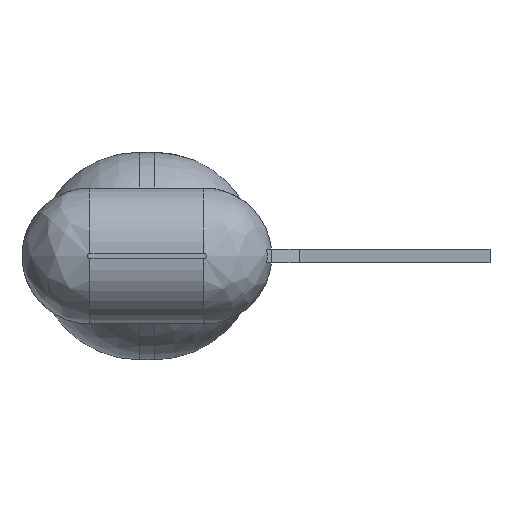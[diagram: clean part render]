
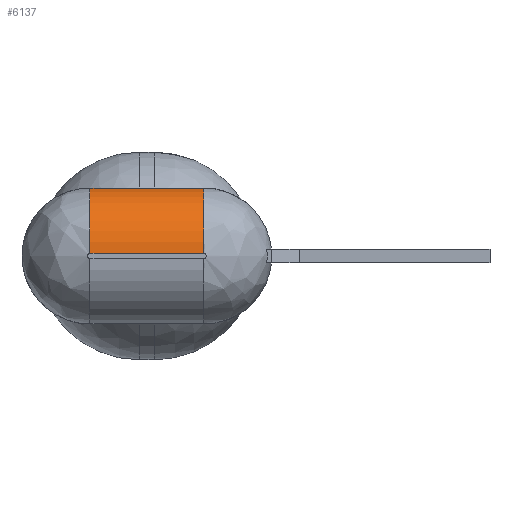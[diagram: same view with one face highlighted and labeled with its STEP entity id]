
A CAD part, front view. The second image highlights one B-rep face of the part: STEP entity #6137.
In plain terms, the highlighted cylindrical face has radius 1.2 mm (diameter 2.4 mm), a partial arc.
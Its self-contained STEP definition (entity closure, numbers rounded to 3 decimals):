
#1643=DIRECTION('',(-1.,0.,0.));
#1644=VECTOR('',#1643,2.088);
#1645=CARTESIAN_POINT('',(-1.246,-1.8,1.246));
#1646=LINE('',#1645,#1644);
#2203=CARTESIAN_POINT('',(-1.246,-1.8,0.046));
#2204=DIRECTION('',(-1.,0.,0.));
#2205=DIRECTION('',(0.,-1.,0.));
#2206=AXIS2_PLACEMENT_3D('',#2203,#2204,#2205);
#2213=DIRECTION('',(-1.,0.,0.));
#2214=VECTOR('',#2213,2.088);
#2215=CARTESIAN_POINT('',(-1.246,-3.,0.046));
#2216=LINE('',#2215,#2214);
#2226=CARTESIAN_POINT('',(-3.334,-1.8,0.046));
#2227=DIRECTION('',(-1.,0.,0.));
#2228=DIRECTION('',(0.,-1.,0.));
#2229=AXIS2_PLACEMENT_3D('',#2226,#2227,#2228);
#2913=CARTESIAN_POINT('',(-3.334,-3.,0.046));
#2915=VERTEX_POINT('',#2913);
#2917=CARTESIAN_POINT('',(-3.334,-1.8,1.246));
#2919=VERTEX_POINT('',#2917);
#2925=CARTESIAN_POINT('',(-1.246,-3.,0.046));
#2926=VERTEX_POINT('',#2925);
#2927=CARTESIAN_POINT('',(-1.246,-1.8,1.246));
#2928=VERTEX_POINT('',#2927);
#6123=CARTESIAN_POINT('',(-1.209,-1.8,0.046));
#6124=DIRECTION('',(-1.,0.,0.));
#6125=DIRECTION('',(0.,-1.,0.));
#6126=AXIS2_PLACEMENT_3D('',#6123,#6124,#6125);
#6127=CYLINDRICAL_SURFACE('',#6126,1.2);
#6129=ORIENTED_EDGE('',*,*,#6128,.T.);
#6131=ORIENTED_EDGE('',*,*,#6130,.T.);
#6132=ORIENTED_EDGE('',*,*,#5882,.F.);
#6134=ORIENTED_EDGE('',*,*,#6133,.F.);
#6135=EDGE_LOOP('',(#6129,#6131,#6132,#6134));
#6136=FACE_OUTER_BOUND('',#6135,.F.);
#2207=CIRCLE('',#2206,1.2);
#2230=CIRCLE('',#2229,1.2);
#5882=EDGE_CURVE('',#2928,#2919,#1646,.T.);
#6128=EDGE_CURVE('',#2926,#2915,#2216,.T.);
#6130=EDGE_CURVE('',#2915,#2919,#2230,.T.);
#6133=EDGE_CURVE('',#2926,#2928,#2207,.T.);
#6137=ADVANCED_FACE('',(#6136),#6127,.T.);
